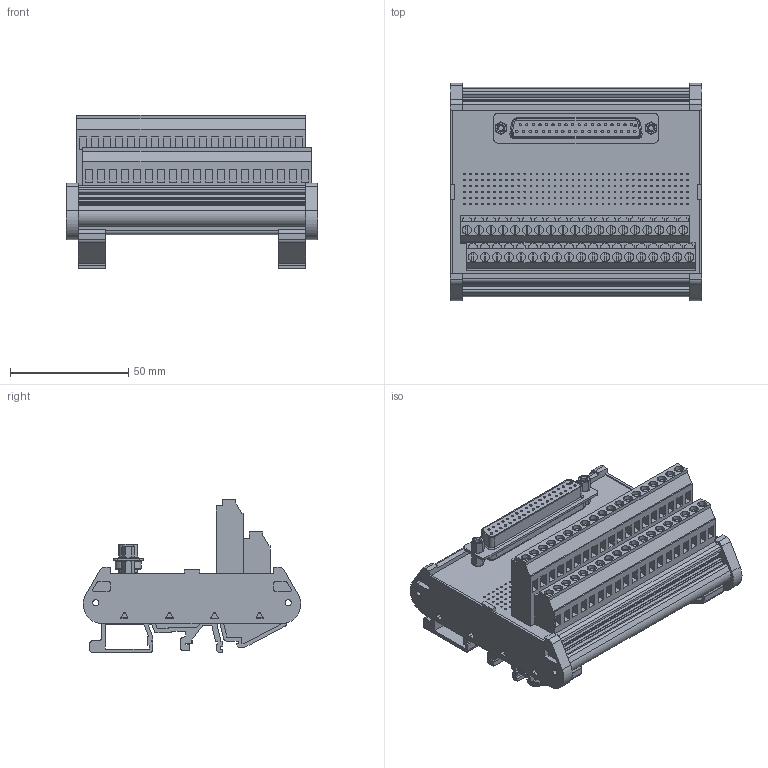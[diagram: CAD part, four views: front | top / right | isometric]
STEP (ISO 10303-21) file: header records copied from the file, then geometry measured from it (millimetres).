
FILE_DESCRIPTION (( 'STEP AP214' ), '1' );
FILE_NAME ('RBMIDB37F.STEP', '2016-06-29T14:09:50', ( 'L-Com' ), ( 'L-Com Global Connectivity' ), 'SwSTEP 2.0', 'SolidWorks 2014', '' );
FILE_SCHEMA (( 'AUTOMOTIVE_DESIGN' ));
Length unit declared in the file: inch
Products named in the file (8): SD37S; RBMIDB15F-MA3; RBMIDB37F-MA2_.71" Tall; RBMIDB37F-MA2_1.25" Tall; SDH-PROD_CSMUZ CABLE ASSEMBLIES; SDH-PROD; RBMIDB37F-MA1; RBMIDB37F
Assembly tree (10 placements, depth 2):
  RBMIDB37F
    RBMIDB37F-MA1
    SDH-PROD  x2
    SDH-PROD_CSMUZ CABLE ASSEMBLIES  x2
    RBMIDB37F-MA2_1.25" Tall
    RBMIDB37F-MA2_.71" Tall
    RBMIDB15F-MA3  x2
    SD37S
Bounding box: 106.43 x 91.95 x 64.77 mm (x, y, z)
Volume: 204585.5 mm3; surface area: 73968.2 mm2
Topology: 10 solids, 10 shells, 2530 faces, 6116 edges, 4005 vertices
Faces by surface type: plane 1523, cylinder 941, torus 20, cone 16, sphere 16, bspline 14
Entity records: 83339 total; most frequent: CARTESIAN_POINT 12634, DIRECTION 12504, ORIENTED_EDGE 11430, EDGE_CURVE 5715, AXIS2_PLACEMENT_3D 4437, VERTEX_POINT 3743, VECTOR 3630, LINE 3630
